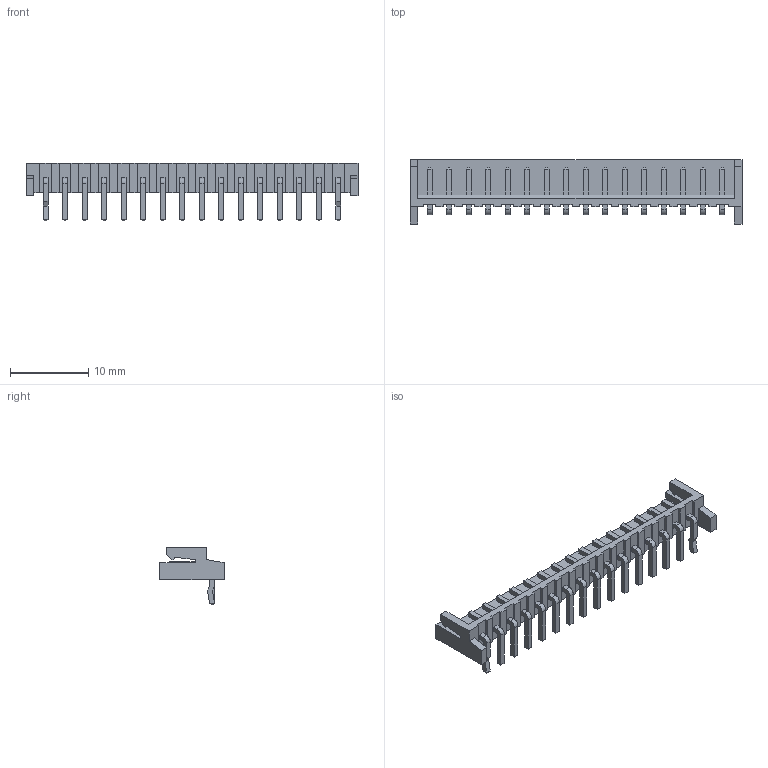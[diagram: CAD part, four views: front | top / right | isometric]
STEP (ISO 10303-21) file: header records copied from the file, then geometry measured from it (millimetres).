
FILE_DESCRIPTION(/* description */ ('model of JST_EH_S16B-EH_1x16_P2.50mm_Horizontal'),/* implementation_level */ '2;1');
FILE_NAME(/* name */ 'JST_EH_S16B-EH_1x16_P2.50mm_Horizontal.step',/* time_stamp */ '2017-12-06T01:10:27',/* author */ ('Rene Poeschl',''),/* organization */ (''),/* preprocessor_version */ '',/* originating_system */ '',/* authorisation */ '');
FILE_SCHEMA(('AUTOMOTIVE_DESIGN { 1 0 10303 214 1 1 1 1 }'));
Length unit declared in the file: millimetre
Products named in the file (1): JST_S16B_EH
Bounding box: 42.5 x 8.2 x 7.4 mm (x, y, z)
Volume: 378.4 mm3; surface area: 1351.5 mm2
Topology: 1 solids, 1 shells, 462 faces, 1164 edges, 736 vertices
Faces by surface type: plane 430, cylinder 32
Entity records: 16699 total; most frequent: CARTESIAN_POINT 2363, ORIENTED_EDGE 2328, DIRECTION 2154, EDGE_CURVE 1164, LINE 1100, VECTOR 1100, VERTEX_POINT 736, AXIS2_PLACEMENT_3D 527
